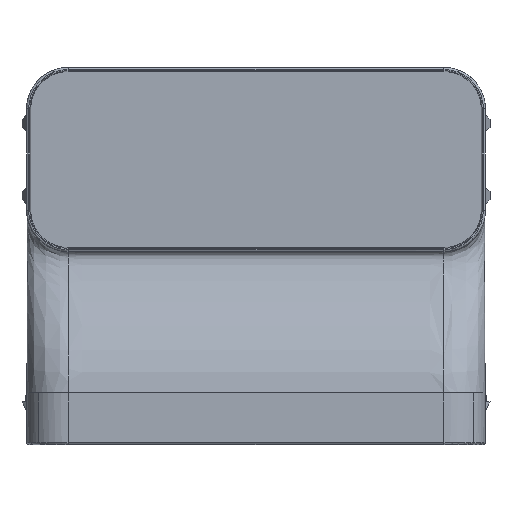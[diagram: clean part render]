
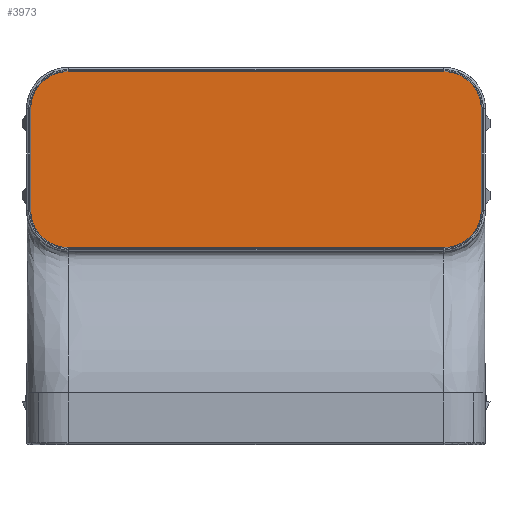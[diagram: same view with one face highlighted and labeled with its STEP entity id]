
A CAD part, left-side view. The second image highlights one B-rep face of the part: STEP entity #3973.
In plain terms, the highlighted planar face has unit normal (-1, 0, 0).
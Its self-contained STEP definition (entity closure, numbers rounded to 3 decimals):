
#3908=AXIS2_PLACEMENT_3D('Plane Axis2P3D',#3905,#3906,#3907) ;
#1948=CARTESIAN_POINT('Line Origine',(20.,109.151,0.)) ;
#1952=CARTESIAN_POINT('Vertex',(20.,109.151,-24.5)) ;
#1954=CARTESIAN_POINT('Vertex',(20.,109.151,24.5)) ;
#1989=CARTESIAN_POINT('Control Point',(20.,103.834,-37.334)) ;
#1990=CARTESIAN_POINT('Control Point',(20.,101.314,-39.855)) ;
#1991=CARTESIAN_POINT('Control Point',(20.,98.131,-41.716)) ;
#1992=CARTESIAN_POINT('Control Point',(20.,94.564,-42.651)) ;
#1993=CARTESIAN_POINT('Control Point',(20.,91.,-42.651)) ;
#1994=CARTESIAN_POINT('Vertex',(20.,103.834,-37.334)) ;
#1996=CARTESIAN_POINT('Vertex',(20.,91.,-42.651)) ;
#2031=CARTESIAN_POINT('Control Point',(20.,109.151,-24.5)) ;
#2032=CARTESIAN_POINT('Control Point',(20.,109.151,-28.064)) ;
#2033=CARTESIAN_POINT('Control Point',(20.,108.216,-31.631)) ;
#2034=CARTESIAN_POINT('Control Point',(20.,106.355,-34.814)) ;
#2035=CARTESIAN_POINT('Control Point',(20.,103.834,-37.334)) ;
#2055=CARTESIAN_POINT('Control Point',(20.,103.834,37.334)) ;
#2056=CARTESIAN_POINT('Control Point',(20.,106.355,34.814)) ;
#2057=CARTESIAN_POINT('Control Point',(20.,108.216,31.631)) ;
#2058=CARTESIAN_POINT('Control Point',(20.,109.151,28.064)) ;
#2059=CARTESIAN_POINT('Control Point',(20.,109.151,24.5)) ;
#2060=CARTESIAN_POINT('Vertex',(20.,103.834,37.334)) ;
#2088=CARTESIAN_POINT('Control Point',(20.,91.,42.651)) ;
#2089=CARTESIAN_POINT('Control Point',(20.,94.564,42.651)) ;
#2090=CARTESIAN_POINT('Control Point',(20.,98.131,41.716)) ;
#2091=CARTESIAN_POINT('Control Point',(20.,101.314,39.855)) ;
#2092=CARTESIAN_POINT('Control Point',(20.,103.834,37.334)) ;
#2093=CARTESIAN_POINT('Vertex',(20.,91.,42.651)) ;
#3890=CARTESIAN_POINT('Vertex',(20.,-91.,-42.651)) ;
#3893=CARTESIAN_POINT('Line Origine',(20.,0.,-42.651)) ;
#3905=CARTESIAN_POINT('Axis2P3D Location',(20.,0.,-42.912)) ;
#3912=CARTESIAN_POINT('Control Point',(20.,-103.834,-37.334)) ;
#3913=CARTESIAN_POINT('Control Point',(20.,-101.314,-39.855)) ;
#3914=CARTESIAN_POINT('Control Point',(20.,-98.131,-41.716)) ;
#3915=CARTESIAN_POINT('Control Point',(20.,-94.564,-42.651)) ;
#3916=CARTESIAN_POINT('Control Point',(20.,-91.,-42.651)) ;
#3917=CARTESIAN_POINT('Vertex',(20.,-103.834,-37.334)) ;
#3921=CARTESIAN_POINT('Control Point',(20.,-109.151,-24.5)) ;
#3922=CARTESIAN_POINT('Control Point',(20.,-109.151,-28.064)) ;
#3923=CARTESIAN_POINT('Control Point',(20.,-108.216,-31.631)) ;
#3924=CARTESIAN_POINT('Control Point',(20.,-106.355,-34.814)) ;
#3925=CARTESIAN_POINT('Control Point',(20.,-103.834,-37.334)) ;
#3926=CARTESIAN_POINT('Vertex',(20.,-109.151,-24.5)) ;
#3929=CARTESIAN_POINT('Line Origine',(20.,-109.151,0.)) ;
#3933=CARTESIAN_POINT('Vertex',(20.,-109.151,24.5)) ;
#3937=CARTESIAN_POINT('Control Point',(20.,-103.834,37.334)) ;
#3938=CARTESIAN_POINT('Control Point',(20.,-106.355,34.814)) ;
#3939=CARTESIAN_POINT('Control Point',(20.,-108.216,31.631)) ;
#3940=CARTESIAN_POINT('Control Point',(20.,-109.151,28.064)) ;
#3941=CARTESIAN_POINT('Control Point',(20.,-109.151,24.5)) ;
#3942=CARTESIAN_POINT('Vertex',(20.,-103.834,37.334)) ;
#3946=CARTESIAN_POINT('Control Point',(20.,-91.,42.651)) ;
#3947=CARTESIAN_POINT('Control Point',(20.,-94.564,42.651)) ;
#3948=CARTESIAN_POINT('Control Point',(20.,-98.131,41.716)) ;
#3949=CARTESIAN_POINT('Control Point',(20.,-101.314,39.855)) ;
#3950=CARTESIAN_POINT('Control Point',(20.,-103.834,37.334)) ;
#3951=CARTESIAN_POINT('Vertex',(20.,-91.,42.651)) ;
#3954=CARTESIAN_POINT('Line Origine',(20.,54.575,42.651)) ;
#1949=DIRECTION('Vector Direction',(0.,0.,1.)) ;
#3894=DIRECTION('Vector Direction',(0.,-1.,0.)) ;
#3906=DIRECTION('Axis2P3D Direction',(-1.,0.,0.)) ;
#3907=DIRECTION('Axis2P3D XDirection',(0.,0.,1.)) ;
#3930=DIRECTION('Vector Direction',(0.,0.,1.)) ;
#3955=DIRECTION('Vector Direction',(0.,1.,0.)) ;
#1950=VECTOR('Line Direction',#1949,1.) ;
#3895=VECTOR('Line Direction',#3894,1.) ;
#3931=VECTOR('Line Direction',#3930,1.) ;
#3956=VECTOR('Line Direction',#3955,1.) ;
#3960=ORIENTED_EDGE('',*,*,#3897,.F.) ;
#3961=ORIENTED_EDGE('',*,*,#3919,.F.) ;
#3962=ORIENTED_EDGE('',*,*,#3928,.F.) ;
#3963=ORIENTED_EDGE('',*,*,#3935,.T.) ;
#3964=ORIENTED_EDGE('',*,*,#3944,.F.) ;
#3965=ORIENTED_EDGE('',*,*,#3953,.F.) ;
#3966=ORIENTED_EDGE('',*,*,#3958,.F.) ;
#3967=ORIENTED_EDGE('',*,*,#2095,.T.) ;
#3968=ORIENTED_EDGE('',*,*,#2062,.T.) ;
#3969=ORIENTED_EDGE('',*,*,#1956,.F.) ;
#3970=ORIENTED_EDGE('',*,*,#2036,.T.) ;
#3971=ORIENTED_EDGE('',*,*,#1998,.T.) ;
#3973=ADVANCED_FACE('P-RBV 150 Rohrbogen vertikal 90 kurz_vereinfacht',(#3972),#3909,.T.) ;
#1988=B_SPLINE_CURVE_WITH_KNOTS('',4,(#1989,#1990,#1991,#1992,#1993),.UNSPECIFIED.,.F.,.U.,(5,5),(0.,79.83),.UNSPECIFIED.) ;
#2030=B_SPLINE_CURVE_WITH_KNOTS('',4,(#2031,#2032,#2033,#2034,#2035),.UNSPECIFIED.,.F.,.U.,(5,5),(0.,79.83),.UNSPECIFIED.) ;
#2054=B_SPLINE_CURVE_WITH_KNOTS('',4,(#2055,#2056,#2057,#2058,#2059),.UNSPECIFIED.,.F.,.U.,(5,5),(0.,79.83),.UNSPECIFIED.) ;
#2087=B_SPLINE_CURVE_WITH_KNOTS('',4,(#2088,#2089,#2090,#2091,#2092),.UNSPECIFIED.,.F.,.U.,(5,5),(0.,79.83),.UNSPECIFIED.) ;
#3911=B_SPLINE_CURVE_WITH_KNOTS('',4,(#3912,#3913,#3914,#3915,#3916),.UNSPECIFIED.,.F.,.U.,(5,5),(0.,79.83),.UNSPECIFIED.) ;
#3920=B_SPLINE_CURVE_WITH_KNOTS('',4,(#3921,#3922,#3923,#3924,#3925),.UNSPECIFIED.,.F.,.U.,(5,5),(0.,79.83),.UNSPECIFIED.) ;
#3936=B_SPLINE_CURVE_WITH_KNOTS('',4,(#3937,#3938,#3939,#3940,#3941),.UNSPECIFIED.,.F.,.U.,(5,5),(0.,79.83),.UNSPECIFIED.) ;
#3945=B_SPLINE_CURVE_WITH_KNOTS('',4,(#3946,#3947,#3948,#3949,#3950),.UNSPECIFIED.,.F.,.U.,(5,5),(0.,79.83),.UNSPECIFIED.) ;
#1956=EDGE_CURVE('',#1953,#1955,#1951,.T.) ;
#1998=EDGE_CURVE('',#1995,#1997,#1988,.T.) ;
#2036=EDGE_CURVE('',#1953,#1995,#2030,.T.) ;
#2062=EDGE_CURVE('',#2061,#1955,#2054,.T.) ;
#2095=EDGE_CURVE('',#2094,#2061,#2087,.T.) ;
#3897=EDGE_CURVE('',#3891,#1997,#3896,.F.) ;
#3919=EDGE_CURVE('',#3918,#3891,#3911,.T.) ;
#3928=EDGE_CURVE('',#3927,#3918,#3920,.T.) ;
#3935=EDGE_CURVE('',#3927,#3934,#3932,.T.) ;
#3944=EDGE_CURVE('',#3943,#3934,#3936,.T.) ;
#3953=EDGE_CURVE('',#3952,#3943,#3945,.T.) ;
#3958=EDGE_CURVE('',#2094,#3952,#3957,.F.) ;
#3959=EDGE_LOOP('',(#3960,#3961,#3962,#3963,#3964,#3965,#3966,#3967,#3968,#3969,#3970,#3971)) ;
#3972=FACE_OUTER_BOUND('',#3959,.T.) ;
#1951=LINE('Line',#1948,#1950) ;
#3896=LINE('Line',#3893,#3895) ;
#3932=LINE('Line',#3929,#3931) ;
#3957=LINE('Line',#3954,#3956) ;
#3909=PLANE('',#3908) ;
#1953=VERTEX_POINT('',#1952) ;
#1955=VERTEX_POINT('',#1954) ;
#1995=VERTEX_POINT('',#1994) ;
#1997=VERTEX_POINT('',#1996) ;
#2061=VERTEX_POINT('',#2060) ;
#2094=VERTEX_POINT('',#2093) ;
#3891=VERTEX_POINT('',#3890) ;
#3918=VERTEX_POINT('',#3917) ;
#3927=VERTEX_POINT('',#3926) ;
#3934=VERTEX_POINT('',#3933) ;
#3943=VERTEX_POINT('',#3942) ;
#3952=VERTEX_POINT('',#3951) ;
